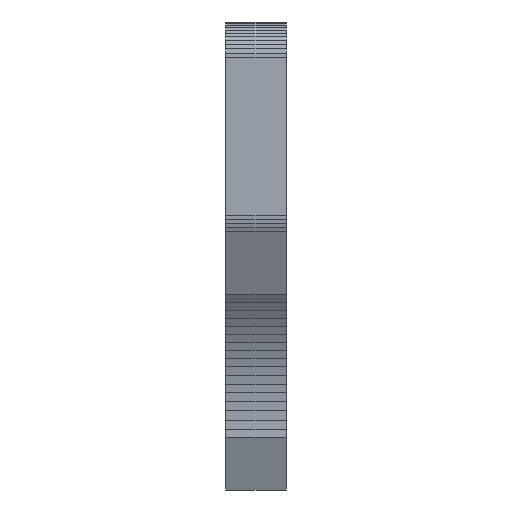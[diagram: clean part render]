
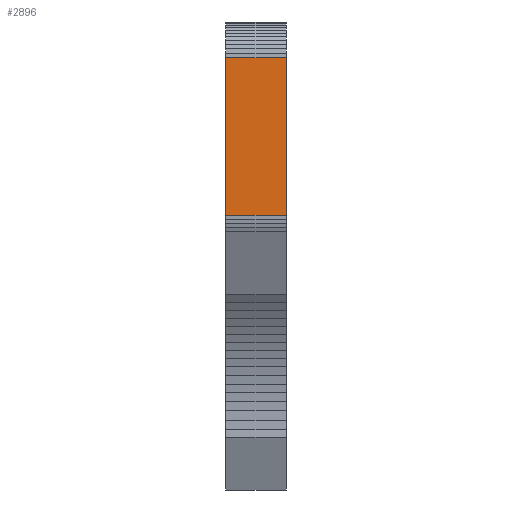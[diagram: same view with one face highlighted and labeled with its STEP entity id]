
A CAD part, front view. The second image highlights one B-rep face of the part: STEP entity #2896.
In plain terms, the highlighted planar face has unit normal (0, -1, 0).
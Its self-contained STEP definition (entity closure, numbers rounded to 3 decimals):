
#65 = VECTOR ( 'NONE', #2470, 1000. ) ;
#110 = ORIENTED_EDGE ( 'NONE', *, *, #1629, .F. ) ;
#140 = VECTOR ( 'NONE', #1707, 1000. ) ;
#156 = AXIS2_PLACEMENT_3D ( 'NONE', #673, #3021, #2788 ) ;
#206 = ORIENTED_EDGE ( 'NONE', *, *, #252, .F. ) ;
#210 = LINE ( 'NONE', #1388, #2166 ) ;
#252 = EDGE_CURVE ( 'NONE', #2346, #2013, #2885, .T. ) ;
#299 = CARTESIAN_POINT ( 'NONE',  ( 8.5, 0., 38.314 ) ) ;
#333 = VECTOR ( 'NONE', #1227, 1000. ) ;
#449 = PLANE ( 'NONE',  #156 ) ;
#673 = CARTESIAN_POINT ( 'NONE',  ( 8.5, 0., 38.314 ) ) ;
#907 = VERTEX_POINT ( 'NONE', #2818 ) ;
#1000 = CARTESIAN_POINT ( 'NONE',  ( 8.5, 0., 38.314 ) ) ;
#1020 = CARTESIAN_POINT ( 'NONE',  ( 8.5, 0., 60.314 ) ) ;
#1123 = DIRECTION ( 'NONE',  ( -1., 0., 0. ) ) ;
#1227 = DIRECTION ( 'NONE',  ( 0., 0., 1. ) ) ;
#1258 = CARTESIAN_POINT ( 'NONE',  ( 0., 0., 60.314 ) ) ;
#1388 = CARTESIAN_POINT ( 'NONE',  ( 8.5, 0., 60.314 ) ) ;
#1413 = FACE_OUTER_BOUND ( 'NONE', #2536, .T. ) ;
#1629 = EDGE_CURVE ( 'NONE', #907, #2346, #2163, .T. ) ;
#1658 = ORIENTED_EDGE ( 'NONE', *, *, #1683, .T. ) ;
#1683 = EDGE_CURVE ( 'NONE', #907, #3017, #1945, .T. ) ;
#1707 = DIRECTION ( 'NONE',  ( -1., 0., 0. ) ) ;
#1945 = LINE ( 'NONE', #1000, #333 ) ;
#1948 = ORIENTED_EDGE ( 'NONE', *, *, #1958, .T. ) ;
#1958 = EDGE_CURVE ( 'NONE', #3017, #2013, #210, .T. ) ;
#2013 = VERTEX_POINT ( 'NONE', #1258 ) ;
#2163 = LINE ( 'NONE', #299, #140 ) ;
#2166 = VECTOR ( 'NONE', #1123, 1000. ) ;
#2243 = CARTESIAN_POINT ( 'NONE',  ( 0., 0., 38.314 ) ) ;
#2346 = VERTEX_POINT ( 'NONE', #2533 ) ;
#2470 = DIRECTION ( 'NONE',  ( 0., 0., 1. ) ) ;
#2533 = CARTESIAN_POINT ( 'NONE',  ( 0., 0., 38.314 ) ) ;
#2536 = EDGE_LOOP ( 'NONE', ( #206, #110, #1658, #1948 ) ) ;
#2788 = DIRECTION ( 'NONE',  ( 0., 0., -1. ) ) ;
#2818 = CARTESIAN_POINT ( 'NONE',  ( 8.5, 0., 38.314 ) ) ;
#2885 = LINE ( 'NONE', #2243, #65 ) ;
#2896 = ADVANCED_FACE ( 'NONE', ( #1413 ), #449, .T. ) ;
#3017 = VERTEX_POINT ( 'NONE', #1020 ) ;
#3021 = DIRECTION ( 'NONE',  ( 0., -1., 0. ) ) ;
